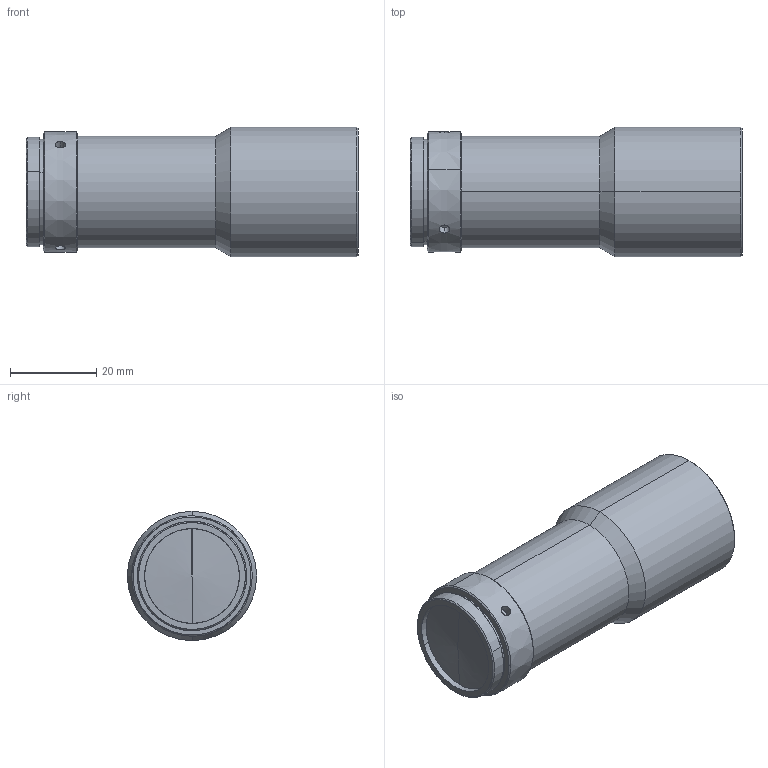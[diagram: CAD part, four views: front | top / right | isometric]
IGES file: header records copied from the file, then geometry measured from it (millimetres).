
Start section: SolidWorks IGES file using analytic representation for surfaces
Global section: file name: WH02-170A.IGS; native system: SolidWorks 2012; preprocessor: SolidWorks 2012; author: frank; date: 170424.094532; units: millimetre
Bounding box: 77.1 x 30 x 30 mm (x, y, z)
Surface area: 8439.6 mm2 (no closed solid volume)
Topology: 0 solids, 0 shells, 42 faces, 778 edges, 774 vertices
Faces by surface type: revolution 37, bspline 5
